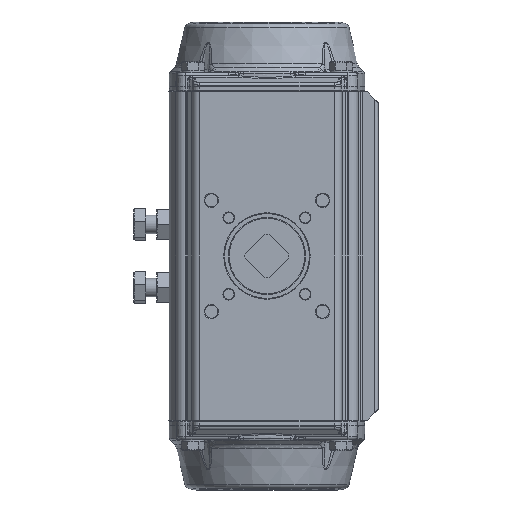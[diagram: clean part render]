
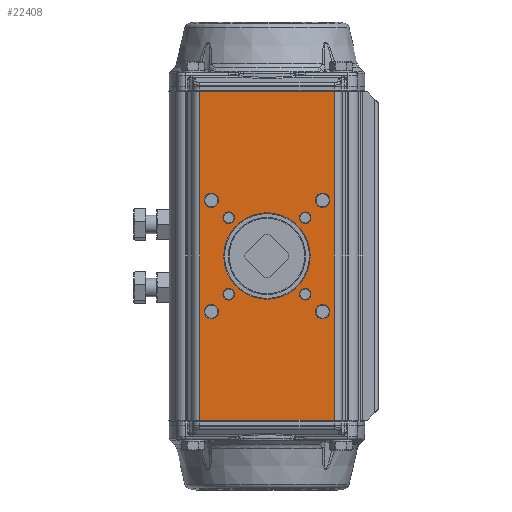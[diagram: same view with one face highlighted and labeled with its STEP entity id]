
A CAD part, front view. The second image highlights one B-rep face of the part: STEP entity #22408.
In plain terms, the highlighted planar face has unit normal (0, -1, 0).
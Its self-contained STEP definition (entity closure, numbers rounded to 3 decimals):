
#1841=FACE_BOUND('',#3880,.T.);
#1842=FACE_BOUND('',#3881,.T.);
#1843=FACE_BOUND('',#3882,.T.);
#1844=FACE_BOUND('',#3883,.T.);
#1845=FACE_BOUND('',#3884,.T.);
#1846=FACE_BOUND('',#3885,.T.);
#1847=FACE_BOUND('',#3886,.T.);
#1848=FACE_BOUND('',#3887,.T.);
#1849=FACE_BOUND('',#3888,.T.);
#1895=PLANE('',#23915);
#2400=FACE_OUTER_BOUND('',#3879,.T.);
#3879=EDGE_LOOP('',(#14994,#14995,#14996,#14997));
#3880=EDGE_LOOP('',(#14998));
#3881=EDGE_LOOP('',(#14999));
#3882=EDGE_LOOP('',(#15000));
#3883=EDGE_LOOP('',(#15001));
#3884=EDGE_LOOP('',(#15002));
#3885=EDGE_LOOP('',(#15003));
#3886=EDGE_LOOP('',(#15004));
#3887=EDGE_LOOP('',(#15005));
#3888=EDGE_LOOP('',(#15006));
#5412=LINE('',#32929,#6703);
#5413=LINE('',#32931,#6704);
#5414=LINE('',#32933,#6705);
#5415=LINE('',#32934,#6706);
#6703=VECTOR('',#26495,10.);
#6704=VECTOR('',#26496,10.);
#6705=VECTOR('',#26497,10.);
#6706=VECTOR('',#26498,10.);
#7993=CIRCLE('',#23912,28.);
#7996=CIRCLE('',#23916,3.8);
#7997=CIRCLE('',#23917,4.65);
#7998=CIRCLE('',#23918,4.65);
#7999=CIRCLE('',#23919,3.8);
#8000=CIRCLE('',#23920,4.65);
#8001=CIRCLE('',#23921,3.8);
#8002=CIRCLE('',#23922,3.8);
#8003=CIRCLE('',#23923,4.65);
#9218=VERTEX_POINT('',#32919);
#9221=VERTEX_POINT('',#32927);
#9222=VERTEX_POINT('',#32928);
#9223=VERTEX_POINT('',#32930);
#9224=VERTEX_POINT('',#32932);
#9225=VERTEX_POINT('',#32935);
#9226=VERTEX_POINT('',#32937);
#9227=VERTEX_POINT('',#32939);
#9228=VERTEX_POINT('',#32941);
#9229=VERTEX_POINT('',#32943);
#9230=VERTEX_POINT('',#32945);
#9231=VERTEX_POINT('',#32947);
#9232=VERTEX_POINT('',#32949);
#11395=EDGE_CURVE('',#9218,#9218,#7993,.T.);
#11399=EDGE_CURVE('',#9221,#9222,#5412,.T.);
#11400=EDGE_CURVE('',#9223,#9222,#5413,.T.);
#11401=EDGE_CURVE('',#9223,#9224,#5414,.T.);
#11402=EDGE_CURVE('',#9221,#9224,#5415,.T.);
#11403=EDGE_CURVE('',#9225,#9225,#7996,.T.);
#11404=EDGE_CURVE('',#9226,#9226,#7997,.T.);
#11405=EDGE_CURVE('',#9227,#9227,#7998,.T.);
#11406=EDGE_CURVE('',#9228,#9228,#7999,.T.);
#11407=EDGE_CURVE('',#9229,#9229,#8000,.T.);
#11408=EDGE_CURVE('',#9230,#9230,#8001,.T.);
#11409=EDGE_CURVE('',#9231,#9231,#8002,.T.);
#11410=EDGE_CURVE('',#9232,#9232,#8003,.T.);
#14994=ORIENTED_EDGE('',*,*,#11399,.T.);
#14995=ORIENTED_EDGE('',*,*,#11400,.F.);
#14996=ORIENTED_EDGE('',*,*,#11401,.T.);
#14997=ORIENTED_EDGE('',*,*,#11402,.F.);
#14998=ORIENTED_EDGE('',*,*,#11403,.F.);
#14999=ORIENTED_EDGE('',*,*,#11404,.F.);
#15000=ORIENTED_EDGE('',*,*,#11405,.F.);
#15001=ORIENTED_EDGE('',*,*,#11406,.F.);
#15002=ORIENTED_EDGE('',*,*,#11407,.F.);
#15003=ORIENTED_EDGE('',*,*,#11408,.F.);
#15004=ORIENTED_EDGE('',*,*,#11409,.F.);
#15005=ORIENTED_EDGE('',*,*,#11410,.F.);
#15006=ORIENTED_EDGE('',*,*,#11395,.F.);
#22408=ADVANCED_FACE('',(#2400,#1841,#1842,#1843,#1844,#1845,#1846,#1847,
#1848,#1849),#1895,.T.);
#23912=AXIS2_PLACEMENT_3D('',#32920,#26486,#26487);
#23915=AXIS2_PLACEMENT_3D('',#32926,#26493,#26494);
#23916=AXIS2_PLACEMENT_3D('',#32936,#26499,#26500);
#23917=AXIS2_PLACEMENT_3D('',#32938,#26501,#26502);
#23918=AXIS2_PLACEMENT_3D('',#32940,#26503,#26504);
#23919=AXIS2_PLACEMENT_3D('',#32942,#26505,#26506);
#23920=AXIS2_PLACEMENT_3D('',#32944,#26507,#26508);
#23921=AXIS2_PLACEMENT_3D('',#32946,#26509,#26510);
#23922=AXIS2_PLACEMENT_3D('',#32948,#26511,#26512);
#23923=AXIS2_PLACEMENT_3D('',#32950,#26513,#26514);
#26486=DIRECTION('center_axis',(0.,-1.,0.));
#26487=DIRECTION('ref_axis',(-1.,0.,0.));
#26493=DIRECTION('center_axis',(0.,-1.,0.));
#26494=DIRECTION('ref_axis',(0.,0.,-1.));
#26495=DIRECTION('',(-1.,0.,0.));
#26496=DIRECTION('',(0.,0.,1.));
#26497=DIRECTION('',(1.,0.,0.));
#26498=DIRECTION('',(0.,0.,-1.));
#26499=DIRECTION('center_axis',(0.,-1.,0.));
#26500=DIRECTION('ref_axis',(0.,0.,
-1.));
#26501=DIRECTION('center_axis',(0.,-1.,0.));
#26502=DIRECTION('ref_axis',(1.,0.,0.));
#26503=DIRECTION('center_axis',(0.,-1.,0.));
#26504=DIRECTION('ref_axis',(0.,0.,
1.));
#26505=DIRECTION('center_axis',(0.,-1.,0.));
#26506=DIRECTION('ref_axis',(-1.,0.,0.));
#26507=DIRECTION('center_axis',(0.,-1.,0.));
#26508=DIRECTION('ref_axis',(-1.,0.,0.));
#26509=DIRECTION('center_axis',(0.,-1.,0.));
#26510=DIRECTION('ref_axis',(0.,0.,1.));
#26511=DIRECTION('center_axis',(0.,-1.,0.));
#26512=DIRECTION('ref_axis',(1.,0.,0.));
#26513=DIRECTION('center_axis',(0.,-1.,0.));
#26514=DIRECTION('ref_axis',(0.,0.,
-1.));
#32919=CARTESIAN_POINT('',(28.,-72.5,106.5));
#32920=CARTESIAN_POINT('Origin',(0.,-72.5,106.5));
#32926=CARTESIAN_POINT('Origin',(48.5,-72.5,0.));
#32927=CARTESIAN_POINT('',(43.5,-72.5,213.));
#32928=CARTESIAN_POINT('',(-43.5,-72.5,213.));
#32929=CARTESIAN_POINT('',(24.25,-72.5,213.));
#32930=CARTESIAN_POINT('',(-43.5,-72.5,0.));
#32931=CARTESIAN_POINT('',(-43.5,-72.5,0.));
#32932=CARTESIAN_POINT('',(43.5,-72.5,0.));
#32933=CARTESIAN_POINT('',(-48.5,-72.5,0.));
#32934=CARTESIAN_POINT('',(43.5,-72.5,0.));
#32935=CARTESIAN_POINT('',(24.749,-72.5,135.049));
#32936=CARTESIAN_POINT('Origin',(24.749,-72.5,131.249));
#32937=CARTESIAN_POINT('',(-40.712,-72.5,142.562));
#32938=CARTESIAN_POINT('Origin',(-36.062,-72.5,142.562));
#32939=CARTESIAN_POINT('',(-36.062,-72.5,65.788));
#32940=CARTESIAN_POINT('Origin',(-36.062,-72.5,70.438));
#32941=CARTESIAN_POINT('',(28.549,-72.5,81.751));
#32942=CARTESIAN_POINT('Origin',(24.749,-72.5,81.751));
#32943=CARTESIAN_POINT('',(40.712,-72.5,70.438));
#32944=CARTESIAN_POINT('Origin',(36.062,-72.5,70.438));
#32945=CARTESIAN_POINT('',(-24.749,-72.5,77.951));
#32946=CARTESIAN_POINT('Origin',(-24.749,-72.5,81.751));
#32947=CARTESIAN_POINT('',(-28.549,-72.5,131.249));
#32948=CARTESIAN_POINT('Origin',(-24.749,-72.5,131.249));
#32949=CARTESIAN_POINT('',(36.062,-72.5,147.212));
#32950=CARTESIAN_POINT('Origin',(36.062,-72.5,142.562));
